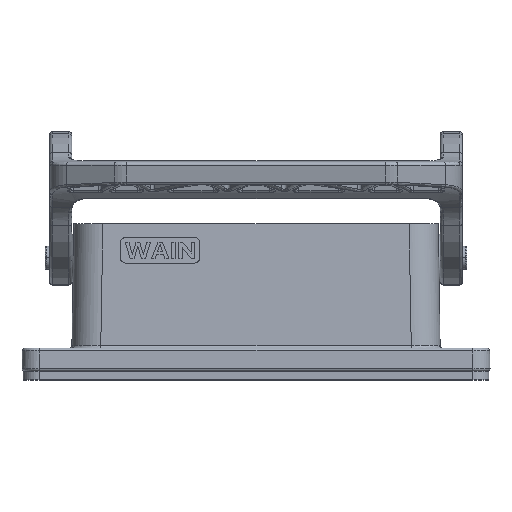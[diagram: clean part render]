
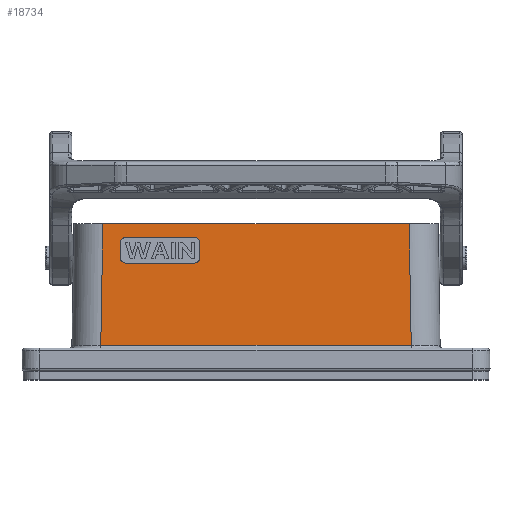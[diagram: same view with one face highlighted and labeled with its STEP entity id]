
A CAD part, top view. The second image highlights one B-rep face of the part: STEP entity #18734.
In plain terms, the highlighted planar face has unit normal (0, 0.018, 1).
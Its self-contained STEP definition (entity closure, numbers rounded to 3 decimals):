
#755=CARTESIAN_POINT('',(13.633,4.027,-0.07));
#1004=CARTESIAN_POINT('',(67.368,4.027,
-0.07));
#1006=DIRECTION('',(0.017,1.,-0.017));
#1007=VECTOR('',#1006,21.015);
#1008=CARTESIAN_POINT('',(13.633,4.027,
-0.07));
#1009=LINE('',#1008,#1007);
#1010=DIRECTION('',(0.017,-1.,0.017));
#1011=VECTOR('',#1010,21.015);
#1012=CARTESIAN_POINT('',(67.001,25.036,
-0.437));
#1013=LINE('',#1012,#1011);
#1014=CARTESIAN_POINT('',(29.89,21.862,
-0.382));
#1015=DIRECTION('',(0.,0.017,1.));
#1016=DIRECTION('',(1.,0.,0.));
#1017=AXIS2_PLACEMENT_3D('',#1014,#1015,#1016);
#1019=DIRECTION('',(-1.,0.,0.));
#1020=VECTOR('',#1019,12.008);
#1021=CARTESIAN_POINT('',(29.89,22.662,
-0.396));
#1022=LINE('',#1021,#1020);
#1023=CARTESIAN_POINT('',(17.882,21.862,
-0.382));
#1024=DIRECTION('',(0.,0.017,1.));
#1025=DIRECTION('',(0.,1.,-0.017));
#1026=AXIS2_PLACEMENT_3D('',#1023,#1024,#1025);
#1028=DIRECTION('',(0.,-1.,0.017));
#1029=VECTOR('',#1028,2.8);
#1030=CARTESIAN_POINT('',(17.082,21.862,
-0.382));
#1031=LINE('',#1030,#1029);
#1032=CARTESIAN_POINT('',(17.882,19.063,
-0.333));
#1033=DIRECTION('',(0.,0.017,1.));
#1034=DIRECTION('',(-1.,0.,0.));
#1035=AXIS2_PLACEMENT_3D('',#1032,#1033,#1034);
#1037=DIRECTION('',(1.,0.,0.));
#1038=VECTOR('',#1037,12.008);
#1039=CARTESIAN_POINT('',(17.882,18.263,
-0.319));
#1040=LINE('',#1039,#1038);
#1041=CARTESIAN_POINT('',(29.89,19.063,
-0.333));
#1042=DIRECTION('',(0.,0.017,1.));
#1043=DIRECTION('',(0.,-1.,0.017));
#1044=AXIS2_PLACEMENT_3D('',#1041,#1042,#1043);
#1046=DIRECTION('',(0.,1.,-0.017));
#1047=VECTOR('',#1046,2.8);
#1048=CARTESIAN_POINT('',(30.69,19.063,
-0.333));
#1049=LINE('',#1048,#1047);
#1050=DIRECTION('',(1.,0.,0.));
#1051=VECTOR('',#1050,53.735);
#1052=CARTESIAN_POINT('',(13.633,4.027,
-0.07));
#1053=LINE('',#1052,#1051);
#1058=CARTESIAN_POINT('',(14.,25.036,
-0.437));
#1102=DIRECTION('',(-1.,0.,0.));
#1103=VECTOR('',#1102,53.001);
#1104=CARTESIAN_POINT('',(67.001,25.036,
-0.437));
#1105=LINE('',#1104,#1103);
#14438=VERTEX_POINT('',#755);
#14442=VERTEX_POINT('',#1058);
#14477=VERTEX_POINT('',#1004);
#14478=CARTESIAN_POINT('',(67.001,25.036,
-0.437));
#14479=VERTEX_POINT('',#14478);
#17163=CARTESIAN_POINT('',(30.69,21.862,
-0.382));
#17164=CARTESIAN_POINT('',(29.89,22.662,
-0.396));
#17165=VERTEX_POINT('',#17163);
#17166=VERTEX_POINT('',#17164);
#17167=CARTESIAN_POINT('',(17.882,22.662,
-0.396));
#17168=VERTEX_POINT('',#17167);
#17169=CARTESIAN_POINT('',(17.082,21.862,
-0.382));
#17170=VERTEX_POINT('',#17169);
#17171=CARTESIAN_POINT('',(17.082,19.063,
-0.333));
#17172=VERTEX_POINT('',#17171);
#17173=CARTESIAN_POINT('',(17.882,18.263,
-0.319));
#17174=VERTEX_POINT('',#17173);
#17175=CARTESIAN_POINT('',(29.89,18.263,
-0.319));
#17176=VERTEX_POINT('',#17175);
#17177=CARTESIAN_POINT('',(30.69,19.063,
-0.333));
#17178=VERTEX_POINT('',#17177);
#18703=CARTESIAN_POINT('',(82.078,25.036,
-0.437));
#18704=DIRECTION('',(0.,0.017,1.));
#18705=DIRECTION('',(1.,0.,0.));
#18706=AXIS2_PLACEMENT_3D('',#18703,#18704,#18705);
#18707=PLANE('',#18706);
#18709=ORIENTED_EDGE('',*,*,#18708,.F.);
#18710=ORIENTED_EDGE('',*,*,#18302,.T.);
#18712=ORIENTED_EDGE('',*,*,#18711,.F.);
#18713=ORIENTED_EDGE('',*,*,#18695,.T.);
#18714=EDGE_LOOP('',(#18709,#18710,#18712,#18713));
#18715=FACE_OUTER_BOUND('',#18714,.F.);
#18717=ORIENTED_EDGE('',*,*,#18716,.T.);
#18719=ORIENTED_EDGE('',*,*,#18718,.T.);
#18721=ORIENTED_EDGE('',*,*,#18720,.T.);
#18723=ORIENTED_EDGE('',*,*,#18722,.T.);
#18725=ORIENTED_EDGE('',*,*,#18724,.T.);
#18727=ORIENTED_EDGE('',*,*,#18726,.T.);
#18729=ORIENTED_EDGE('',*,*,#18728,.T.);
#18731=ORIENTED_EDGE('',*,*,#18730,.T.);
#18732=EDGE_LOOP('',(#18717,#18719,#18721,#18723,#18725,#18727,#18729,#18731));
#18733=FACE_BOUND('',#18732,.F.);
#18734=ADVANCED_FACE('',(#18715,#18733),#18707,.T.);
#1018=CIRCLE('',#1017,0.8);
#1027=CIRCLE('',#1026,0.8);
#1036=CIRCLE('',#1035,0.8);
#1045=CIRCLE('',#1044,0.8);
#18302=EDGE_CURVE('',#14438,#14442,#1009,.T.);
#18695=EDGE_CURVE('',#14479,#14477,#1013,.T.);
#18708=EDGE_CURVE('',#14438,#14477,#1053,.T.);
#18711=EDGE_CURVE('',#14479,#14442,#1105,.T.);
#18716=EDGE_CURVE('',#17165,#17166,#1018,.T.);
#18718=EDGE_CURVE('',#17166,#17168,#1022,.T.);
#18720=EDGE_CURVE('',#17168,#17170,#1027,.T.);
#18722=EDGE_CURVE('',#17170,#17172,#1031,.T.);
#18724=EDGE_CURVE('',#17172,#17174,#1036,.T.);
#18726=EDGE_CURVE('',#17174,#17176,#1040,.T.);
#18728=EDGE_CURVE('',#17176,#17178,#1045,.T.);
#18730=EDGE_CURVE('',#17178,#17165,#1049,.T.);
